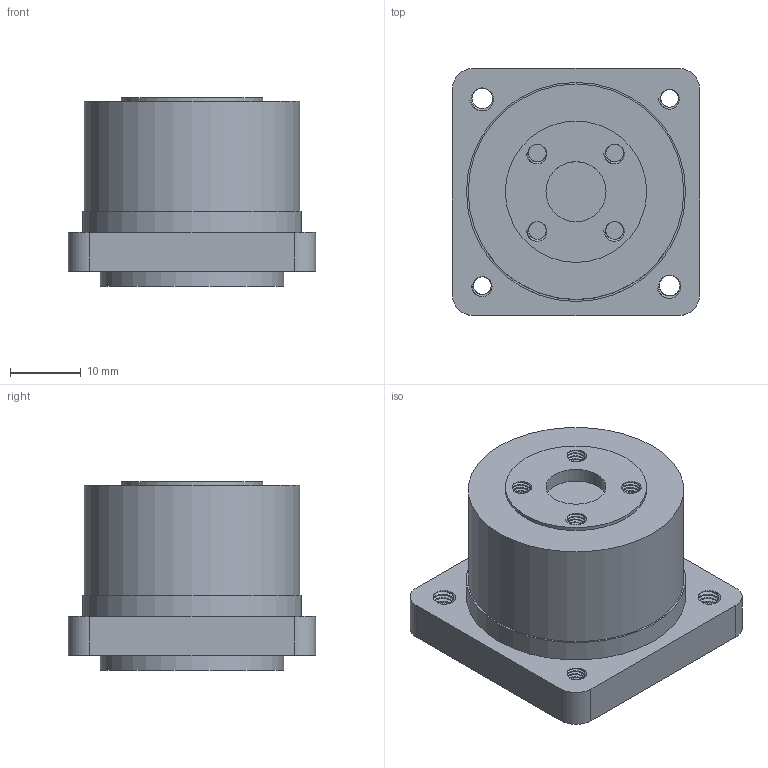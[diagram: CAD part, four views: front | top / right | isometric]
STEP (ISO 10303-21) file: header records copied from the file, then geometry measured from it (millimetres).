
FILE_DESCRIPTION(/* description */ (''),/* implementation_level */ '2;1');
FILE_NAME(/* name */ '',/* time_stamp */ '2023-09-17T20:57:55+08:00',/* author */ (''),/* organization */ (''),/* preprocessor_version */ 'ST-DEVELOPER v20',/* originating_system */ 'Autodesk Translation Framework v12.9.0.99',/* authorisation */ '');
FILE_SCHEMA (('AUTOMOTIVE_DESIGN { 1 0 10303 214 3 1 1 }'));
Length unit declared in the file: millimetre
Products named in the file (1): 35mini8 减速器 v1
Bounding box: 35 x 35 x 26.65 mm (x, y, z)
Volume: 21228.9 mm3; surface area: 5729 mm2
Topology: 1 solids, 1 shells, 200 faces, 567 edges, 378 vertices
Faces by surface type: cylinder 169, bspline 16, plane 15
Full cylindrical faces by diameter (mm): 2.529 x28, 2.93 x10, 3.086 x12, 3.599 x4, 8.5 x1, 20 x1, 26 x1, 30.5 x1, 31 x1
Entity records: 16834 total; most frequent: CARTESIAN_POINT 12262, ORIENTED_EDGE 1134, DIRECTION 635, EDGE_CURVE 567, VERTEX_POINT 378, B_SPLINE_CURVE_WITH_KNOTS 352, AXIS2_PLACEMENT_3D 235, EDGE_LOOP 217
